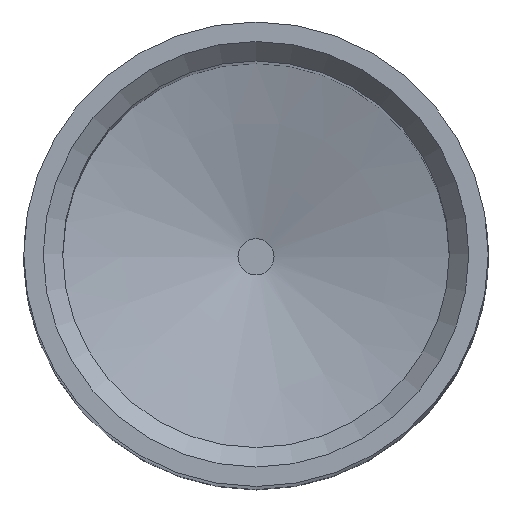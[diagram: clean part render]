
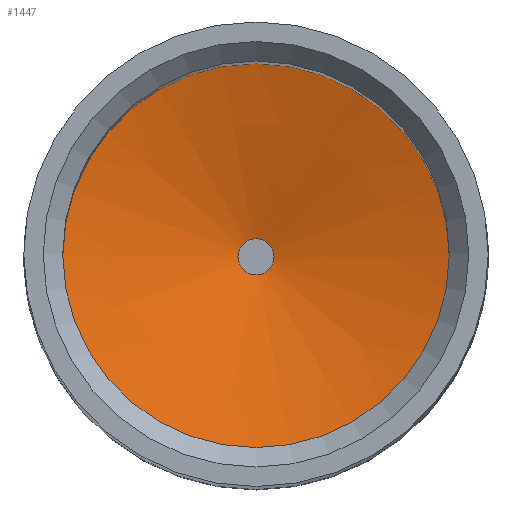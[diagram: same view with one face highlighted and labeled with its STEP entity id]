
A CAD part, top view. The second image highlights one B-rep face of the part: STEP entity #1447.
In plain terms, the highlighted conical face has half-angle 74.476 degrees and reference radius 1.985 mm.
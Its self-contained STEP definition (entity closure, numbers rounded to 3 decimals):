
#1089 = CYLINDRICAL_SURFACE('',#1090,1.985);
#1090 = AXIS2_PLACEMENT_3D('',#1091,#1092,#1093);
#1091 = CARTESIAN_POINT('',(0.,0.,20.5));
#1092 = DIRECTION('',(0.,0.,1.));
#1093 = DIRECTION('',(1.,0.,0.));
#1369 = VERTEX_POINT('',#1370);
#1370 = CARTESIAN_POINT('',(1.985,0.,6.));
#1391 = EDGE_CURVE('',#1369,#1369,#1392,.T.);
#1392 = SURFACE_CURVE('',#1393,(#1398,#1405),.PCURVE_S1.);
#1393 = CIRCLE('',#1394,1.985);
#1394 = AXIS2_PLACEMENT_3D('',#1395,#1396,#1397);
#1395 = CARTESIAN_POINT('',(0.,0.,6.));
#1396 = DIRECTION('',(0.,0.,1.));
#1397 = DIRECTION('',(1.,0.,0.));
#1398 = PCURVE('',#1089,#1399);
#1399 = DEFINITIONAL_REPRESENTATION('',(#1400),#1404);
#1400 = LINE('',#1401,#1402);
#1401 = CARTESIAN_POINT('',(0.,-14.5));
#1402 = VECTOR('',#1403,1.);
#1403 = DIRECTION('',(1.,0.));
#1404 = ( GEOMETRIC_REPRESENTATION_CONTEXT(2) 
PARAMETRIC_REPRESENTATION_CONTEXT() REPRESENTATION_CONTEXT('2D SPACE',''
  ) );
#1405 = PCURVE('',#1406,#1411);
#1406 = CONICAL_SURFACE('',#1407,1.985,1.3);
#1407 = AXIS2_PLACEMENT_3D('',#1408,#1409,#1410);
#1408 = CARTESIAN_POINT('',(0.,0.,6.));
#1409 = DIRECTION('',(0.,0.,1.));
#1410 = DIRECTION('',(1.,0.,0.));
#1411 = DEFINITIONAL_REPRESENTATION('',(#1412),#1416);
#1412 = LINE('',#1413,#1414);
#1413 = CARTESIAN_POINT('',(0.,-0.));
#1414 = VECTOR('',#1415,1.);
#1415 = DIRECTION('',(1.,-0.));
#1416 = ( GEOMETRIC_REPRESENTATION_CONTEXT(2) 
PARAMETRIC_REPRESENTATION_CONTEXT() REPRESENTATION_CONTEXT('2D SPACE',''
  ) );
#1447 = ADVANCED_FACE('',(#1448),#1406,.F.);
#1448 = FACE_BOUND('',#1449,.T.);
#1449 = EDGE_LOOP('',(#1450,#1473,#1474,#1475));
#1450 = ORIENTED_EDGE('',*,*,#1451,.F.);
#1451 = EDGE_CURVE('',#1369,#1452,#1454,.T.);
#1452 = VERTEX_POINT('',#1453);
#1453 = CARTESIAN_POINT('',(0.185,0.,5.5));
#1454 = SEAM_CURVE('',#1455,(#1459,#1466),.PCURVE_S1.);
#1455 = LINE('',#1456,#1457);
#1456 = CARTESIAN_POINT('',(1.985,0.,6.));
#1457 = VECTOR('',#1458,1.);
#1458 = DIRECTION('',(-0.964,-0.,-0.268));
#1459 = PCURVE('',#1406,#1460);
#1460 = DEFINITIONAL_REPRESENTATION('',(#1461),#1465);
#1461 = LINE('',#1462,#1463);
#1462 = CARTESIAN_POINT('',(0.,-0.));
#1463 = VECTOR('',#1464,1.);
#1464 = DIRECTION('',(0.,-1.));
#1465 = ( GEOMETRIC_REPRESENTATION_CONTEXT(2) 
PARAMETRIC_REPRESENTATION_CONTEXT() REPRESENTATION_CONTEXT('2D SPACE',''
  ) );
#1466 = PCURVE('',#1406,#1467);
#1467 = DEFINITIONAL_REPRESENTATION('',(#1468),#1472);
#1468 = LINE('',#1469,#1470);
#1469 = CARTESIAN_POINT('',(6.283,-0.));
#1470 = VECTOR('',#1471,1.);
#1471 = DIRECTION('',(0.,-1.));
#1472 = ( GEOMETRIC_REPRESENTATION_CONTEXT(2) 
PARAMETRIC_REPRESENTATION_CONTEXT() REPRESENTATION_CONTEXT('2D SPACE',''
  ) );
#1473 = ORIENTED_EDGE('',*,*,#1391,.T.);
#1474 = ORIENTED_EDGE('',*,*,#1451,.T.);
#1475 = ORIENTED_EDGE('',*,*,#1476,.F.);
#1476 = EDGE_CURVE('',#1452,#1452,#1477,.T.);
#1477 = SURFACE_CURVE('',#1478,(#1483,#1490),.PCURVE_S1.);
#1478 = CIRCLE('',#1479,0.185);
#1479 = AXIS2_PLACEMENT_3D('',#1480,#1481,#1482);
#1480 = CARTESIAN_POINT('',(0.,0.,5.5));
#1481 = DIRECTION('',(0.,0.,1.));
#1482 = DIRECTION('',(1.,0.,0.));
#1483 = PCURVE('',#1406,#1484);
#1484 = DEFINITIONAL_REPRESENTATION('',(#1485),#1489);
#1485 = LINE('',#1486,#1487);
#1486 = CARTESIAN_POINT('',(0.,-0.5));
#1487 = VECTOR('',#1488,1.);
#1488 = DIRECTION('',(1.,-0.));
#1489 = ( GEOMETRIC_REPRESENTATION_CONTEXT(2) 
PARAMETRIC_REPRESENTATION_CONTEXT() REPRESENTATION_CONTEXT('2D SPACE',''
  ) );
#1490 = PCURVE('',#1491,#1496);
#1491 = PLANE('',#1492);
#1492 = AXIS2_PLACEMENT_3D('',#1493,#1494,#1495);
#1493 = CARTESIAN_POINT('',(0.,0.,5.5)
  );
#1494 = DIRECTION('',(0.,0.,1.));
#1495 = DIRECTION('',(1.,0.,0.));
#1496 = DEFINITIONAL_REPRESENTATION('',(#1497),#1501);
#1497 = CIRCLE('',#1498,0.185);
#1498 = AXIS2_PLACEMENT_2D('',#1499,#1500);
#1499 = CARTESIAN_POINT('',(0.,0.));
#1500 = DIRECTION('',(1.,0.));
#1501 = ( GEOMETRIC_REPRESENTATION_CONTEXT(2) 
PARAMETRIC_REPRESENTATION_CONTEXT() REPRESENTATION_CONTEXT('2D SPACE',''
  ) );
